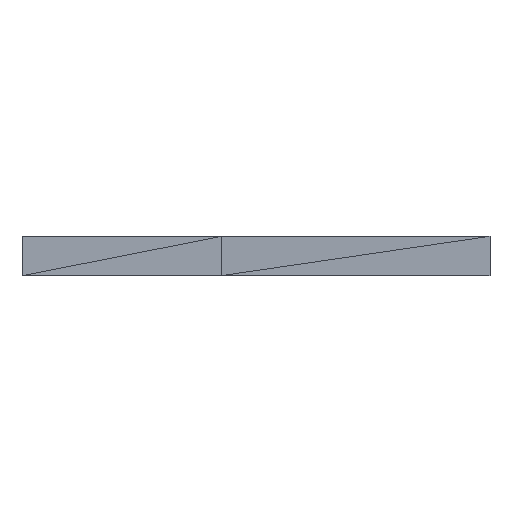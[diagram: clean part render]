
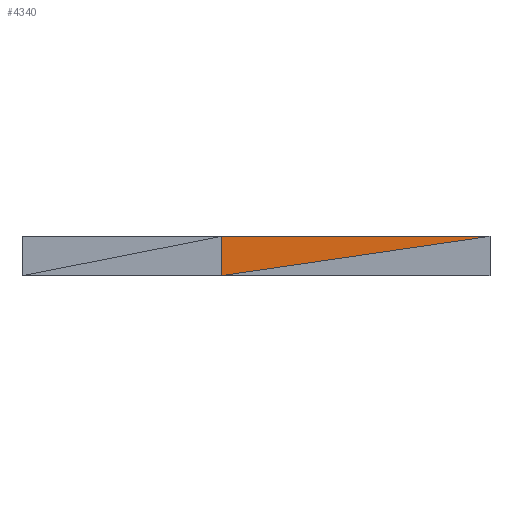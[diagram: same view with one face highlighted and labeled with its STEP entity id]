
A CAD part, front view. The second image highlights one B-rep face of the part: STEP entity #4340.
In plain terms, the highlighted planar face has unit normal (0, -1, 0).
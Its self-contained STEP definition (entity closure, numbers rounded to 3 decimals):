
#2033 = VERTEX_POINT('',#2034);
#2034 = CARTESIAN_POINT('',(47.1,-17.6,142.5));
#2556 = PLANE('',#2557);
#2557 = AXIS2_PLACEMENT_3D('',#2558,#2559,#2560);
#2558 = CARTESIAN_POINT('',(13.75,-16.25,142.5));
#2559 = DIRECTION('',(0.,-0.,-1.));
#2560 = DIRECTION('',(-1.,0.,-0.));
#2597 = VERTEX_POINT('',#2598);
#2598 = CARTESIAN_POINT('',(12.9,-17.6,142.5));
#2618 = EDGE_CURVE('',#2597,#2033,#2619,.T.);
#2619 = SURFACE_CURVE('',#2620,(#2624,#2631),.PCURVE_S1.);
#2620 = LINE('',#2621,#2622);
#2621 = CARTESIAN_POINT('',(12.9,-17.6,142.5));
#2622 = VECTOR('',#2623,1.);
#2623 = DIRECTION('',(1.,0.,0.));
#2624 = PCURVE('',#2556,#2625);
#2625 = DEFINITIONAL_REPRESENTATION('',(#2626),#2630);
#2626 = LINE('',#2627,#2628);
#2627 = CARTESIAN_POINT('',(0.85,-1.35));
#2628 = VECTOR('',#2629,1.);
#2629 = DIRECTION('',(-1.,0.));
#2630 = ( GEOMETRIC_REPRESENTATION_CONTEXT(2) 
PARAMETRIC_REPRESENTATION_CONTEXT() REPRESENTATION_CONTEXT('2D SPACE',''
  ) );
#2631 = PCURVE('',#2632,#2637);
#2632 = PLANE('',#2633);
#2633 = AXIS2_PLACEMENT_3D('',#2634,#2635,#2636);
#2634 = CARTESIAN_POINT('',(12.9,-17.6,137.5));
#2635 = DIRECTION('',(0.,1.,0.));
#2636 = DIRECTION('',(0.,-0.,1.));
#2637 = DEFINITIONAL_REPRESENTATION('',(#2638),#2641);
#2638 = B_SPLINE_CURVE_WITH_KNOTS('',1,(#2639,#2640),.UNSPECIFIED.,.F.,
  .F.,(2,2),(0.,34.2),.PIECEWISE_BEZIER_KNOTS.);
#2639 = CARTESIAN_POINT('',(5.,0.));
#2640 = CARTESIAN_POINT('',(5.,34.2));
#2641 = ( GEOMETRIC_REPRESENTATION_CONTEXT(2) 
PARAMETRIC_REPRESENTATION_CONTEXT() REPRESENTATION_CONTEXT('2D SPACE',''
  ) );
#2662 = PLANE('',#2663);
#2663 = AXIS2_PLACEMENT_3D('',#2664,#2665,#2666);
#2664 = CARTESIAN_POINT('',(12.9,-10.,142.5));
#2665 = DIRECTION('',(1.,0.,0.));
#2666 = DIRECTION('',(-0.,0.,1.));
#2678 = VERTEX_POINT('',#2679);
#2679 = CARTESIAN_POINT('',(12.9,-17.6,137.5));
#2760 = EDGE_CURVE('',#2678,#2597,#2761,.T.);
#2761 = SURFACE_CURVE('',#2762,(#2766,#2773),.PCURVE_S1.);
#2762 = LINE('',#2763,#2764);
#2763 = CARTESIAN_POINT('',(12.9,-17.6,137.5));
#2764 = VECTOR('',#2765,1.);
#2765 = DIRECTION('',(0.,0.,1.));
#2766 = PCURVE('',#2662,#2767);
#2767 = DEFINITIONAL_REPRESENTATION('',(#2768),#2772);
#2768 = LINE('',#2769,#2770);
#2769 = CARTESIAN_POINT('',(-5.,7.6));
#2770 = VECTOR('',#2771,1.);
#2771 = DIRECTION('',(1.,0.));
#2772 = ( GEOMETRIC_REPRESENTATION_CONTEXT(2) 
PARAMETRIC_REPRESENTATION_CONTEXT() REPRESENTATION_CONTEXT('2D SPACE',''
  ) );
#2773 = PCURVE('',#2632,#2774);
#2774 = DEFINITIONAL_REPRESENTATION('',(#2775),#2778);
#2775 = B_SPLINE_CURVE_WITH_KNOTS('',1,(#2776,#2777),.UNSPECIFIED.,.F.,
  .F.,(2,2),(0.,5.),.PIECEWISE_BEZIER_KNOTS.);
#2776 = CARTESIAN_POINT('',(0.,0.));
#2777 = CARTESIAN_POINT('',(5.,0.));
#2778 = ( GEOMETRIC_REPRESENTATION_CONTEXT(2) 
PARAMETRIC_REPRESENTATION_CONTEXT() REPRESENTATION_CONTEXT('2D SPACE',''
  ) );
#2852 = PLANE('',#2853);
#2853 = AXIS2_PLACEMENT_3D('',#2854,#2855,#2856);
#2854 = CARTESIAN_POINT('',(47.1,-17.6,142.5));
#2855 = DIRECTION('',(0.,1.,0.));
#2856 = DIRECTION('',(0.,-0.,1.));
#4340 = ADVANCED_FACE('',(#4341),#2632,.F.);
#4341 = FACE_BOUND('',#4342,.T.);
#4342 = EDGE_LOOP('',(#4343,#4363,#4364));
#4343 = ORIENTED_EDGE('',*,*,#4344,.T.);
#4344 = EDGE_CURVE('',#2678,#2033,#4345,.T.);
#4345 = SURFACE_CURVE('',#4346,(#4350,#4357),.PCURVE_S1.);
#4346 = LINE('',#4347,#4348);
#4347 = CARTESIAN_POINT('',(12.9,-17.6,137.5));
#4348 = VECTOR('',#4349,1.);
#4349 = DIRECTION('',(0.989,0.,0.145));
#4350 = PCURVE('',#2632,#4351);
#4351 = DEFINITIONAL_REPRESENTATION('',(#4352),#4356);
#4352 = LINE('',#4353,#4354);
#4353 = CARTESIAN_POINT('',(0.,0.));
#4354 = VECTOR('',#4355,1.);
#4355 = DIRECTION('',(0.145,0.989));
#4356 = ( GEOMETRIC_REPRESENTATION_CONTEXT(2) 
PARAMETRIC_REPRESENTATION_CONTEXT() REPRESENTATION_CONTEXT('2D SPACE',''
  ) );
#4357 = PCURVE('',#2852,#4358);
#4358 = DEFINITIONAL_REPRESENTATION('',(#4359),#4362);
#4359 = B_SPLINE_CURVE_WITH_KNOTS('',1,(#4360,#4361),.UNSPECIFIED.,.F.,
  .F.,(2,2),(0.,34.564),.PIECEWISE_BEZIER_KNOTS.);
#4360 = CARTESIAN_POINT('',(-5.,-34.2));
#4361 = CARTESIAN_POINT('',(0.,0.));
#4362 = ( GEOMETRIC_REPRESENTATION_CONTEXT(2) 
PARAMETRIC_REPRESENTATION_CONTEXT() REPRESENTATION_CONTEXT('2D SPACE',''
  ) );
#4363 = ORIENTED_EDGE('',*,*,#2618,.F.);
#4364 = ORIENTED_EDGE('',*,*,#2760,.F.);
